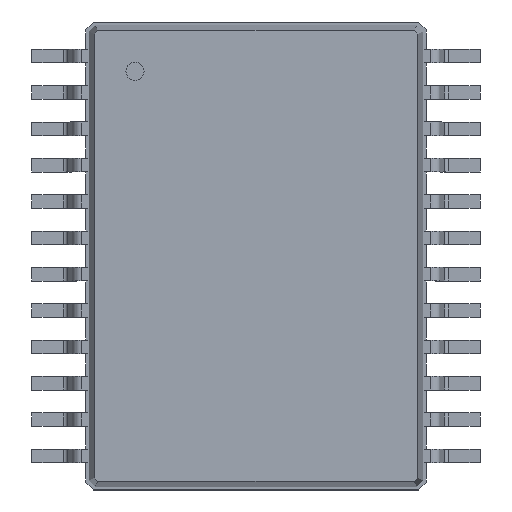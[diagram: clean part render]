
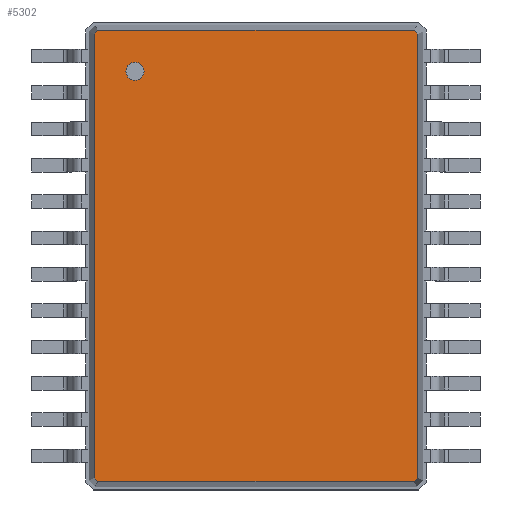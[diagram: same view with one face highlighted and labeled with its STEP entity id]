
A CAD part, top view. The second image highlights one B-rep face of the part: STEP entity #5302.
In plain terms, the highlighted planar face has unit normal (0, 0, 1).
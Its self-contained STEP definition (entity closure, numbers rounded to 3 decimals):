
#13=DIRECTION('',(0.,0.,1.));
#27=VECTOR('',#28,1.);
#28=DIRECTION('',(1.,0.,0.));
#51=VECTOR('',#52,1.);
#52=DIRECTION('',(0.707,-0.707,0.));
#58=VECTOR('',#59,1.);
#59=DIRECTION('',(0.,-1.,0.));
#65=VECTOR('',#66,1.);
#66=DIRECTION('',(-0.707,-0.707,0.));
#72=VECTOR('',#73,1.);
#73=DIRECTION('',(-1.,0.,0.));
#79=VECTOR('',#80,1.);
#80=DIRECTION('',(-0.707,0.707,0.));
#86=VECTOR('',#87,1.);
#87=DIRECTION('',(0.,1.,0.));
#91=VECTOR('',#92,1.);
#92=DIRECTION('',(0.707,0.707,0.));
#1609=VERTEX_POINT('',#1610);
#1610=CARTESIAN_POINT('',(-3.564,4.882,1.6));
#1612=ORIENTED_EDGE('',*,*,#1613,.F.);
#1613=EDGE_CURVE('',#1614,#1609,#1616,.T.);
#1614=VERTEX_POINT('',#1615);
#1615=CARTESIAN_POINT('',(-3.564,-4.882,1.6));
#1616=LINE('',#1615,#86);
#1627=VERTEX_POINT('',#1628);
#1628=CARTESIAN_POINT('',(-3.482,4.964,1.6));
#1630=ORIENTED_EDGE('',*,*,#1631,.F.);
#1631=EDGE_CURVE('',#1609,#1627,#1632,.T.);
#1632=LINE('',#1610,#91);
#1641=VERTEX_POINT('',#1642);
#1642=CARTESIAN_POINT('',(3.482,4.964,1.6));
#1644=ORIENTED_EDGE('',*,*,#1645,.F.);
#1645=EDGE_CURVE('',#1627,#1641,#1646,.T.);
#1646=LINE('',#1628,#27);
#1655=VERTEX_POINT('',#1656);
#1656=CARTESIAN_POINT('',(3.564,4.882,1.6));
#1658=ORIENTED_EDGE('',*,*,#1659,.F.);
#1659=EDGE_CURVE('',#1641,#1655,#1660,.T.);
#1660=LINE('',#1642,#51);
#1765=VERTEX_POINT('',#1766);
#1766=CARTESIAN_POINT('',(3.564,-4.882,1.6));
#1768=ORIENTED_EDGE('',*,*,#1769,.F.);
#1769=EDGE_CURVE('',#1655,#1765,#1770,.T.);
#1770=LINE('',#1656,#58);
#5302=ADVANCED_FACE('',(#5303,#5318),#5328,.T.);
#5303=FACE_BOUND('',#5304,.T.);
#5304=EDGE_LOOP('',(#1644,#1630,#1612,#5305,#5310,#5315,#1768,#1658));
#5305=ORIENTED_EDGE('',*,*,#5306,.F.);
#5306=EDGE_CURVE('',#5307,#1614,#5309,.T.);
#5307=VERTEX_POINT('',#5308);
#5308=CARTESIAN_POINT('',(-3.482,-4.964,1.6));
#5309=LINE('',#5308,#79);
#5310=ORIENTED_EDGE('',*,*,#5311,.F.);
#5311=EDGE_CURVE('',#5312,#5307,#5314,.T.);
#5312=VERTEX_POINT('',#5313);
#5313=CARTESIAN_POINT('',(3.482,-4.964,1.6));
#5314=LINE('',#5313,#72);
#5315=ORIENTED_EDGE('',*,*,#5316,.F.);
#5316=EDGE_CURVE('',#1765,#5312,#5317,.T.);
#5317=LINE('',#1766,#65);
#5318=FACE_BOUND('',#5319,.T.);
#5319=EDGE_LOOP('',(#5320));
#5320=ORIENTED_EDGE('',*,*,#5321,.T.);
#5321=EDGE_CURVE('',#5322,#5322,#5324,.T.);
#5322=VERTEX_POINT('',#5323);
#5323=CARTESIAN_POINT('',(-2.664,3.864,1.6));
#5324=CIRCLE('',#5325,0.2);
#5325=AXIS2_PLACEMENT_3D('',#5326,#5327,#59);
#5326=CARTESIAN_POINT('',(-2.664,4.064,1.6));
#5327=DIRECTION('',(0.,-0.,-1.));
#5328=PLANE('',#5329);
#5329=AXIS2_PLACEMENT_3D('',#1628,#13,#5330);
#5330=DIRECTION('',(0.574,-0.819,0.));
